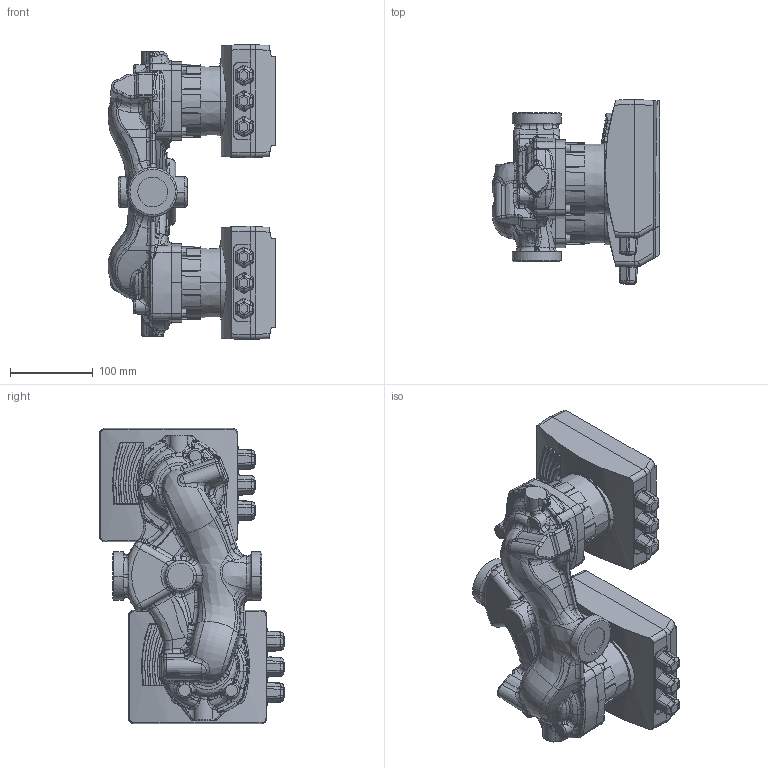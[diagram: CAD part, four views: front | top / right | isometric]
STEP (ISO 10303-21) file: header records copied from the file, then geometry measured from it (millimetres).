
FILE_DESCRIPTION (( 'STEP AP214' ), '1' );
FILE_NAME ('AD14-2 AD15-2.STEP', '2014-11-06T13:46:38', ( '' ), ( '' ), 'SwSTEP 2.0', 'SolidWorks 2011', '' );
FILE_SCHEMA (( 'AUTOMOTIVE_DESIGN' ));
Length unit declared in the file: millimetre
Products named in the file (1): AD14-2 AD15-2
Bounding box: 202.65 x 223.32 x 357 mm (x, y, z)
Volume: 5234967.2 mm3; surface area: 396018.4 mm2
Topology: 7 solids, 7 shells, 2043 faces, 4992 edges, 2978 vertices
Faces by surface type: bspline 1082, plane 425, cylinder 345, cone 132, torus 32, sphere 27
Entity records: 210401 total; most frequent: CARTESIAN_POINT 149409, ORIENTED_EDGE 9916, EDGE_CURVE 4958, DIRECTION 4938, VERTEX_POINT 2978, B_SPLINE_CURVE_WITH_KNOTS 2516, EDGE_LOOP 2092, UNCERTAINTY_MEASURE_WITH_UNIT 2052
